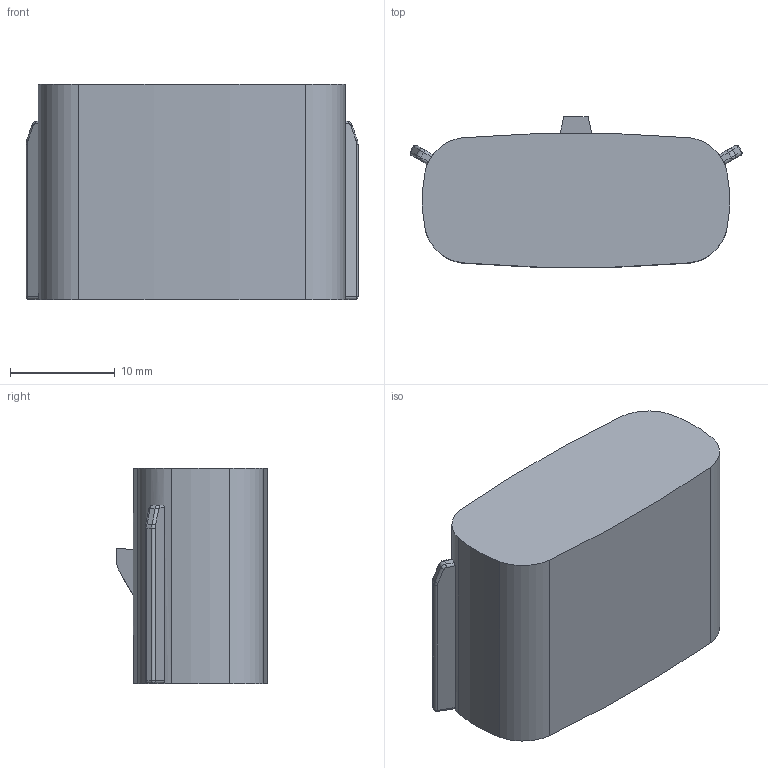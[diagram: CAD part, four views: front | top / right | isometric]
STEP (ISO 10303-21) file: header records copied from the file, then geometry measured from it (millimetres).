
FILE_DESCRIPTION(/* description */ (''),/* implementation_level */ '2;1');
FILE_NAME(/* name */ 'cm-150-s-006-1-a03cm000_06.stp',/* time_stamp */ '2018-06-13T08:59:58-04:00',/* author */ (''),/* organization */ (''),/* preprocessor_version */ 'ST-DEVELOPER v16',/* originating_system */ 'SIEMENS PLM Software NX 11.0',/* authorisation */ '');
FILE_SCHEMA (('AUTOMOTIVE_DESIGN { 1 0 10303 214 3 1 1 1 }'));
Length unit declared in the file: millimetre
Products named in the file (1): cm-150-s-006-1-a03cm000_06
Bounding box: 31.65 x 14.37 x 20.5 mm (x, y, z)
Volume: 2538.9 mm3; surface area: 3752.3 mm2
Topology: 1 solids, 1 shells, 152 faces, 391 edges, 246 vertices
Faces by surface type: plane 61, cylinder 55, cone 16, torus 14, sphere 4, bspline 2
Entity records: 4942 total; most frequent: CARTESIAN_POINT 1121, DIRECTION 845, ORIENTED_EDGE 774, EDGE_CURVE 387, AXIS2_PLACEMENT_3D 315, VERTEX_POINT 246, LINE 215, VECTOR 215
